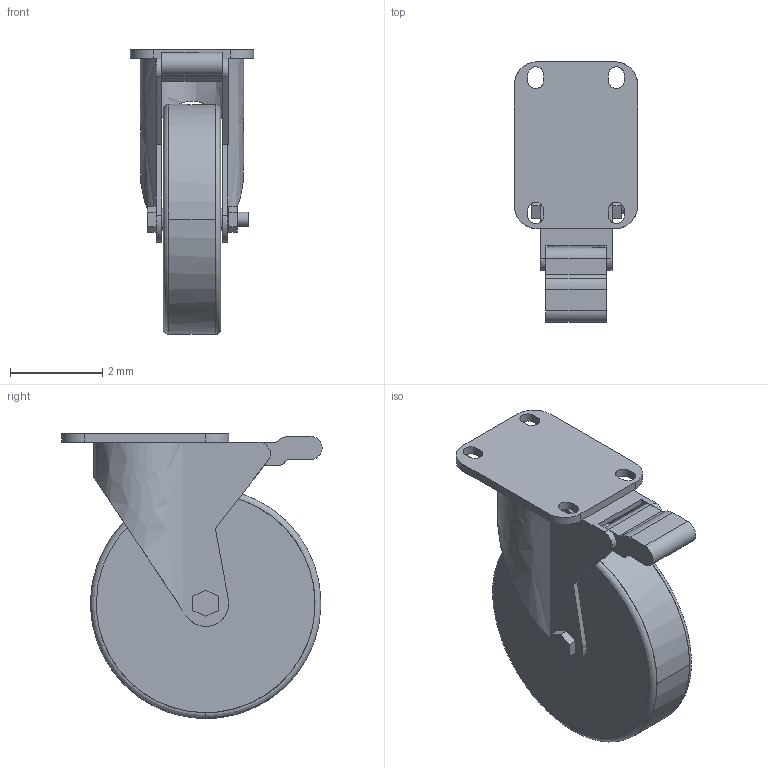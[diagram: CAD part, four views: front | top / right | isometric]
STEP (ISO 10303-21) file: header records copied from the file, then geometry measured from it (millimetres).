
FILE_DESCRIPTION((''),'2;1');
FILE_NAME('13CA8115.stp','2015-07-14T16:01:18',(''),(''),'Mechanical Desktop 2011','Mechanical Desktop 2011',', , ');
FILE_SCHEMA(('CONFIG_CONTROL_DESIGN'));
Length unit declared in the file: millimetre
Products named in the file (1): Product
Bounding box: 2.67 x 5.64 x 6.18 mm (x, y, z)
Surface area: 125.8 mm2 (no closed solid volume)
Topology: 0 solids, 0 shells, 111 faces, 558 edges, 558 vertices
Faces by surface type: bspline 111
Entity records: 7458 total; most frequent: CARTESIAN_POINT 5007, QUASI_UNIFORM_CURVE 856, PCURVE 558, COMPOSITE_CURVE_SEGMENT 558, OUTER_BOUNDARY_CURVE 111, CURVE_BOUNDED_SURFACE 111, B_SPLINE_CURVE_WITH_KNOTS 74, B_SPLINE_SURFACE_WITH_KNOTS 63
